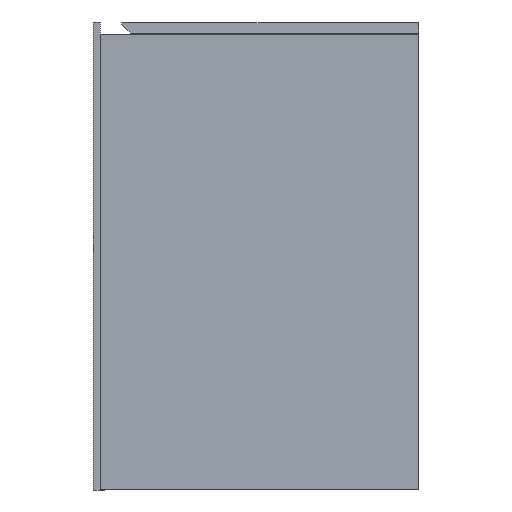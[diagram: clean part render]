
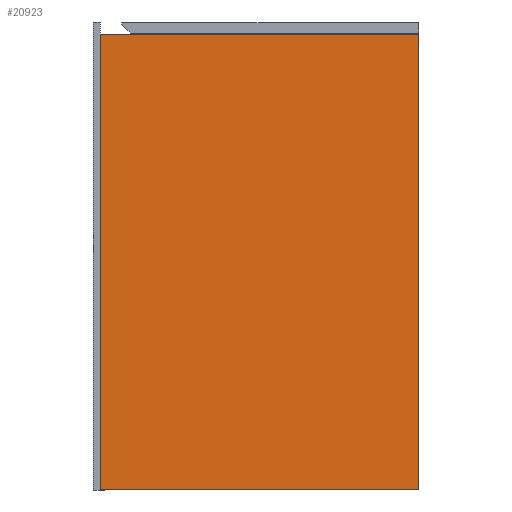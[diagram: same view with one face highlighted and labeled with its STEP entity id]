
A CAD part, left-side view. The second image highlights one B-rep face of the part: STEP entity #20923.
In plain terms, the highlighted planar face has unit normal (-1, 0, 0).
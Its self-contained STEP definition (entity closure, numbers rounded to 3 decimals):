
#253 = CARTESIAN_POINT ( 'NONE',  ( 2., 0., -15. ) ) ;
#1990 = DIRECTION ( 'NONE',  ( 1., 0., 0. ) ) ;
#2961 = VERTEX_POINT ( 'NONE', #253 ) ;
#4405 = CARTESIAN_POINT ( 'NONE',  ( 2., 0., -550. ) ) ;
#6495 = FACE_OUTER_BOUND ( 'NONE', #20520, .T. ) ;
#8266 = LINE ( 'NONE', #26557, #15442 ) ;
#9637 = LINE ( 'NONE', #27924, #17145 ) ;
#11873 = VERTEX_POINT ( 'NONE', #34373 ) ;
#11965 = VERTEX_POINT ( 'NONE', #52660 ) ;
#13859 = LINE ( 'NONE', #32113, #44666 ) ;
#15442 = VECTOR ( 'NONE', #44817, 1000. ) ;
#15531 = EDGE_CURVE ( 'NONE', #11873, #2961, #45452, .T. ) ;
#17145 = VECTOR ( 'NONE', #46188, 1000. ) ;
#18454 = EDGE_CURVE ( 'NONE', #52118, #2961, #13859, .T. ) ;
#20304 = DIRECTION ( 'NONE',  ( 0., 0., -1. ) ) ;
#20520 = EDGE_LOOP ( 'NONE', ( #35495, #35713, #36001, #36518 ) ) ;
#20923 = ADVANCED_FACE ( 'NONE', ( #6495 ), #24801, .F. ) ;
#22716 = DIRECTION ( 'NONE',  ( 0., 0., 1. ) ) ;
#24801 = PLANE ( 'NONE',  #36044 ) ;
#26557 = CARTESIAN_POINT ( 'NONE',  ( 2., 909.337, -550. ) ) ;
#27924 = CARTESIAN_POINT ( 'NONE',  ( 2., 374., -550. ) ) ;
#32113 = CARTESIAN_POINT ( 'NONE',  ( 2., 909.337, -15. ) ) ;
#34373 = CARTESIAN_POINT ( 'NONE',  ( 2., 0., -550. ) ) ;
#34809 = EDGE_CURVE ( 'NONE', #11965, #52118, #9637, .T. ) ;
#35495 = ORIENTED_EDGE ( 'NONE', *, *, #34809, .F. ) ;
#35713 = ORIENTED_EDGE ( 'NONE', *, *, #52409, .T. ) ;
#36001 = ORIENTED_EDGE ( 'NONE', *, *, #15531, .T. ) ;
#36044 = AXIS2_PLACEMENT_3D ( 'NONE', #43039, #1990, #20304 ) ;
#36518 = ORIENTED_EDGE ( 'NONE', *, *, #18454, .F. ) ;
#41851 = VECTOR ( 'NONE', #22716, 1000. ) ;
#43039 = CARTESIAN_POINT ( 'NONE',  ( 2., 909.337, -550. ) ) ;
#44666 = VECTOR ( 'NONE', #50400, 1000. ) ;
#44817 = DIRECTION ( 'NONE',  ( 0., -1., 0. ) ) ;
#45452 = LINE ( 'NONE', #4405, #41851 ) ;
#46188 = DIRECTION ( 'NONE',  ( 0., 0., 1. ) ) ;
#50400 = DIRECTION ( 'NONE',  ( 0., -1., 0. ) ) ;
#52118 = VERTEX_POINT ( 'NONE', #53796 ) ;
#52409 = EDGE_CURVE ( 'NONE', #11965, #11873, #8266, .T. ) ;
#52660 = CARTESIAN_POINT ( 'NONE',  ( 2., 374., -550. ) ) ;
#53796 = CARTESIAN_POINT ( 'NONE',  ( 2., 374., -15. ) ) ;
